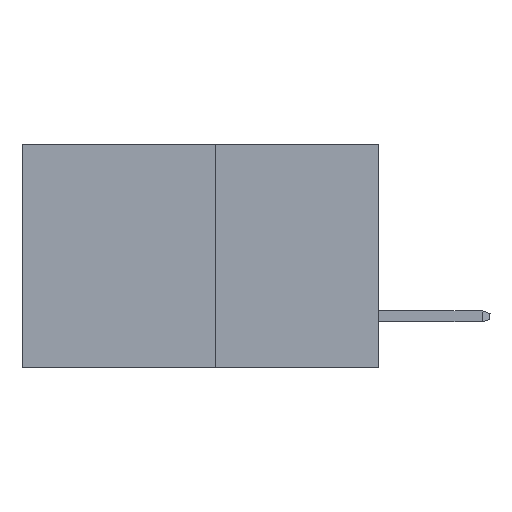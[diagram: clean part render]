
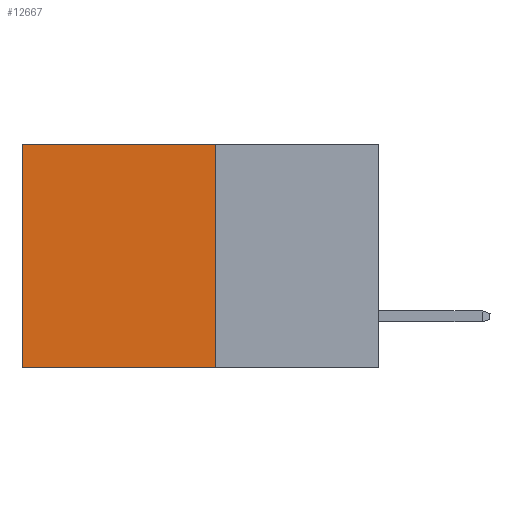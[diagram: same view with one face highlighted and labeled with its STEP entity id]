
A CAD part, left-side view. The second image highlights one B-rep face of the part: STEP entity #12667.
In plain terms, the highlighted planar face has unit normal (-1, 0, 0).
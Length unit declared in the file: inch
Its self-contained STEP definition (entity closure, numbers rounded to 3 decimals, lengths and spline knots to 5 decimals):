
#362 = VERTEX_POINT ( 'NONE', #9635 ) ;
#560 = EDGE_CURVE ( 'NONE', #11630, #9081, #11148, .T. ) ;
#1043 = ORIENTED_EDGE ( 'NONE', *, *, #3545, .F. ) ;
#2828 = LINE ( 'NONE', #3667, #8805 ) ;
#2880 = EDGE_CURVE ( 'NONE', #11630, #2967, #5530, .T. ) ;
#2967 = VERTEX_POINT ( 'NONE', #10048 ) ;
#3545 = EDGE_CURVE ( 'NONE', #9081, #362, #2828, .T. ) ;
#3558 = DIRECTION ( 'NONE',  ( 0., 1., 0. ) ) ;
#3667 = CARTESIAN_POINT ( 'NONE',  ( 0.277, 0.27, -0.37 ) ) ;
#5397 = CARTESIAN_POINT ( 'NONE',  ( 0.277, 0.27, -0.37 ) ) ;
#5530 = LINE ( 'NONE', #10841, #13496 ) ;
#5545 = EDGE_LOOP ( 'NONE', ( #5969, #1043, #9160, #9739 ) ) ;
#5823 = DIRECTION ( 'NONE',  ( 0., 0., -1. ) ) ;
#5866 = PLANE ( 'NONE',  #7407 ) ;
#5969 = ORIENTED_EDGE ( 'NONE', *, *, #7771, .T. ) ;
#6935 = LINE ( 'NONE', #11005, #7267 ) ;
#6944 = DIRECTION ( 'NONE',  ( 0., 0., -1. ) ) ;
#7267 = VECTOR ( 'NONE', #5823, 39.37008 ) ;
#7407 = AXIS2_PLACEMENT_3D ( 'NONE', #8974, #13144, #6944 ) ;
#7771 = EDGE_CURVE ( 'NONE', #2967, #362, #6935, .T. ) ;
#8378 = FACE_OUTER_BOUND ( 'NONE', #5545, .T. ) ;
#8742 = VECTOR ( 'NONE', #13115, 39.37008 ) ;
#8805 = VECTOR ( 'NONE', #3558, 39.37008 ) ;
#8974 = CARTESIAN_POINT ( 'NONE',  ( 0.277, 0.27, -0.37 ) ) ;
#9081 = VERTEX_POINT ( 'NONE', #5397 ) ;
#9160 = ORIENTED_EDGE ( 'NONE', *, *, #560, .F. ) ;
#9244 = CARTESIAN_POINT ( 'NONE',  ( 0.277, 0.27, 0. ) ) ;
#9635 = CARTESIAN_POINT ( 'NONE',  ( 0.277, 0.59, -0.37 ) ) ;
#9739 = ORIENTED_EDGE ( 'NONE', *, *, #2880, .T. ) ;
#10048 = CARTESIAN_POINT ( 'NONE',  ( 0.277, 0.59, 0. ) ) ;
#10088 = CARTESIAN_POINT ( 'NONE',  ( 0.277, 0.27, -0.37 ) ) ;
#10841 = CARTESIAN_POINT ( 'NONE',  ( 0.277, 0.27, 0. ) ) ;
#10965 = DIRECTION ( 'NONE',  ( 0., 1., 0. ) ) ;
#11005 = CARTESIAN_POINT ( 'NONE',  ( 0.277, 0.59, -0.37 ) ) ;
#11148 = LINE ( 'NONE', #10088, #8742 ) ;
#11630 = VERTEX_POINT ( 'NONE', #9244 ) ;
#12667 = ADVANCED_FACE ( 'NONE', ( #8378 ), #5866, .F. ) ;
#13115 = DIRECTION ( 'NONE',  ( 0., 0., -1. ) ) ;
#13144 = DIRECTION ( 'NONE',  ( 1., 0., 0. ) ) ;
#13496 = VECTOR ( 'NONE', #10965, 39.37008 ) ;
